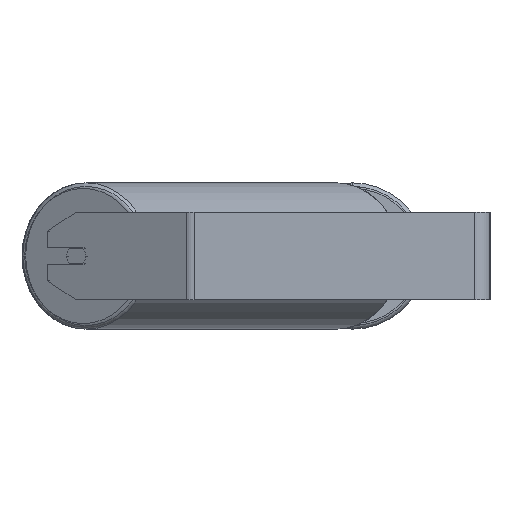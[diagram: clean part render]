
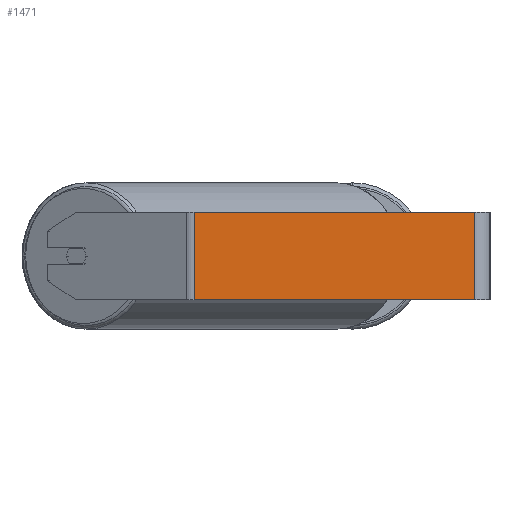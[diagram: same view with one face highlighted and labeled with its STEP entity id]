
A CAD part, left-side view. The second image highlights one B-rep face of the part: STEP entity #1471.
In plain terms, the highlighted planar face has unit normal (-1, 0, 0).
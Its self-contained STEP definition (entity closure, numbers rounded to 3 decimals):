
#359 = EDGE_CURVE ( 'NONE', #8566, #5620, #3239, .T. ) ;
#950 = ORIENTED_EDGE ( 'NONE', *, *, #8321, .T. ) ;
#958 = VECTOR ( 'NONE', #6530, 1000. ) ;
#1248 = CARTESIAN_POINT ( 'NONE',  ( -745., 272.769, 40. ) ) ;
#1471 = ADVANCED_FACE ( 'NONE', ( #5355 ), #7299, .F. ) ;
#1647 = CARTESIAN_POINT ( 'NONE',  ( -745., 269.018, -40. ) ) ;
#1666 = LINE ( 'NONE', #8568, #958 ) ;
#1751 = ORIENTED_EDGE ( 'NONE', *, *, #3132, .F. ) ;
#2237 = CARTESIAN_POINT ( 'NONE',  ( -745., 14., 40. ) ) ;
#2655 = DIRECTION ( 'NONE',  ( 0., -1., 0. ) ) ;
#3044 = EDGE_LOOP ( 'NONE', ( #5249, #8313, #1751, #950 ) ) ;
#3122 = CARTESIAN_POINT ( 'NONE',  ( -745., 269.018, 40. ) ) ;
#3132 = EDGE_CURVE ( 'NONE', #8057, #8202, #6006, .T. ) ;
#3161 = LINE ( 'NONE', #3122, #4513 ) ;
#3239 = LINE ( 'NONE', #4549, #3858 ) ;
#3337 = VECTOR ( 'NONE', #2655, 1000. ) ;
#3824 = DIRECTION ( 'NONE',  ( 0., 0., -1. ) ) ;
#3858 = VECTOR ( 'NONE', #7248, 1000. ) ;
#4017 = AXIS2_PLACEMENT_3D ( 'NONE', #1248, #6104, #8142 ) ;
#4513 = VECTOR ( 'NONE', #3824, 1000. ) ;
#4549 = CARTESIAN_POINT ( 'NONE',  ( -745., 272.769, -40. ) ) ;
#5249 = ORIENTED_EDGE ( 'NONE', *, *, #359, .T. ) ;
#5355 = FACE_OUTER_BOUND ( 'NONE', #3044, .T. ) ;
#5549 = CARTESIAN_POINT ( 'NONE',  ( -745., 269.018, 40. ) ) ;
#5620 = VERTEX_POINT ( 'NONE', #7681 ) ;
#6006 = LINE ( 'NONE', #8715, #3337 ) ;
#6075 = EDGE_CURVE ( 'NONE', #8202, #5620, #1666, .T. ) ;
#6104 = DIRECTION ( 'NONE',  ( 1., 0., 0. ) ) ;
#6530 = DIRECTION ( 'NONE',  ( 0., 0., -1. ) ) ;
#7248 = DIRECTION ( 'NONE',  ( 0., -1., 0. ) ) ;
#7299 = PLANE ( 'NONE',  #4017 ) ;
#7681 = CARTESIAN_POINT ( 'NONE',  ( -745., 14., -40. ) ) ;
#8057 = VERTEX_POINT ( 'NONE', #5549 ) ;
#8142 = DIRECTION ( 'NONE',  ( 0., 0., -1. ) ) ;
#8202 = VERTEX_POINT ( 'NONE', #2237 ) ;
#8313 = ORIENTED_EDGE ( 'NONE', *, *, #6075, .F. ) ;
#8321 = EDGE_CURVE ( 'NONE', #8057, #8566, #3161, .T. ) ;
#8566 = VERTEX_POINT ( 'NONE', #1647 ) ;
#8568 = CARTESIAN_POINT ( 'NONE',  ( -745., 14., 40. ) ) ;
#8715 = CARTESIAN_POINT ( 'NONE',  ( -745., 272.769, 40. ) ) ;
